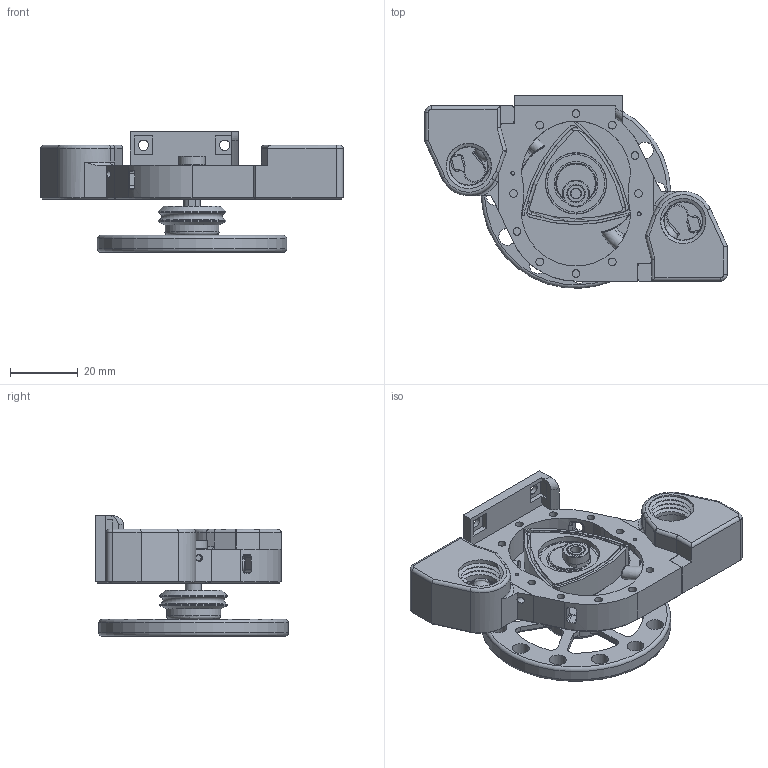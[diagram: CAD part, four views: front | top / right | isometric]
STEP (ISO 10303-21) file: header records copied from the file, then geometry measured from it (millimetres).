
FILE_DESCRIPTION(/* description */ (''),/* implementation_level */ '2;1');
FILE_NAME(/* name */ 'EngineAssembly.stp',/* time_stamp */ '2021-02-10T21:26:07-05:00',/* author */ ('DDeGo'),/* organization */ (''),/* preprocessor_version */ 'ST-DEVELOPER v18',/* originating_system */ 'Autodesk Inventor 2020',/* authorisation */ '');
FILE_SCHEMA (('AUTOMOTIVE_DESIGN { 1 0 10303 214 3 1 1 }'));
Length unit declared in the file: millimetre
Products named in the file (13): Assembly1; housingV2; piston; 6701 bearing; camshaft; CamPlate; MR85 bearing; housingValveV2; ValveFlapper; 6mm bb; oring_5x7; Flywheel; ValveSpring
Assembly tree (20 placements, depth 2):
  Assembly1
    housingV2
    housingValveV2  x2
    ValveFlapper  x2
    piston
    6701 bearing
    MR85 bearing  x2
    camshaft
    CamPlate
    6mm bb  x2
    oring_5x7  x4
    Flywheel
    ValveSpring  x2
Bounding box: 89.37 x 56.88 x 35.64 mm (x, y, z)
Volume: 32169.5 mm3; surface area: 31537 mm2
Topology: 20 solids, 20 shells, 1472 faces, 3824 edges, 2363 vertices
Faces by surface type: cylinder 432, plane 429, bspline 394, cone 112, torus 89, sphere 16
Full cylindrical faces by diameter (mm): 1.1 x6, 2 x12, 2.3 x10, 2.4 x5, 2.7 x5, 3 x6, 3.2 x1, 5 x14, 5.2 x1, 5.5 x4, 6 x1, 7.15 x1, 7.5 x4, 8 x3, 8.15 x1, 8.2 x1, 12 x1, 13 x2, 16 x1, 17 x2, 18 x1, 18.15 x1, 20 x2, 56 x1
Entity records: 50729 total; most frequent: CARTESIAN_POINT 23447, ORIENTED_EDGE 6026, DIRECTION 4957, EDGE_CURVE 3013, AXIS2_PLACEMENT_3D 1995, VERTEX_POINT 1871, EDGE_LOOP 1272, FACE_OUTER_BOUND 1171
